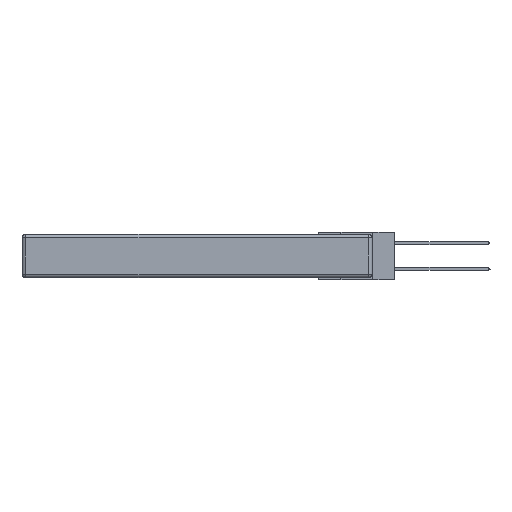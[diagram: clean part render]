
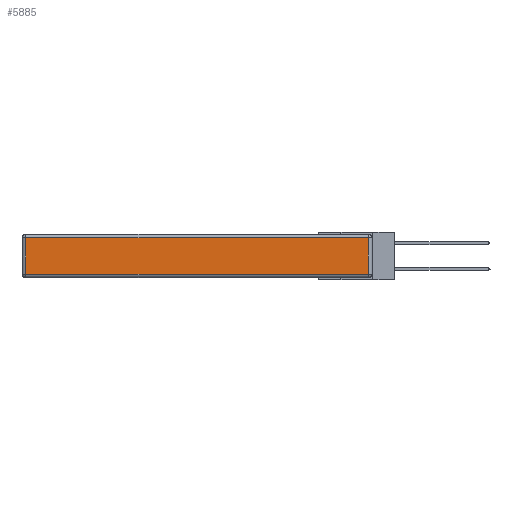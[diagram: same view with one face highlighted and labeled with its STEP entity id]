
A CAD part, left-side view. The second image highlights one B-rep face of the part: STEP entity #5885.
In plain terms, the highlighted planar face has unit normal (-1, 0, 0).
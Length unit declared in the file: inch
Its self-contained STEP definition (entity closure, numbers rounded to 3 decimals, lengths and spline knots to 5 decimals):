
#1033 = EDGE_CURVE ( 'NONE', #5267, #5753, #8715, .T. ) ;
#1052 = VECTOR ( 'NONE', #27415, 39.37008 ) ;
#2038 = ORIENTED_EDGE ( 'NONE', *, *, #1033, .T. ) ;
#3536 = DIRECTION ( 'NONE',  ( 0., 0., -1. ) ) ;
#3754 = CARTESIAN_POINT ( 'NONE',  ( 0., 0., -0.343 ) ) ;
#3937 = DIRECTION ( 'NONE',  ( -1., 0., 0. ) ) ;
#5267 = VERTEX_POINT ( 'NONE', #22581 ) ;
#5490 = EDGE_CURVE ( 'NONE', #5753, #15046, #19582, .T. ) ;
#5753 = VERTEX_POINT ( 'NONE', #27001 ) ;
#5885 = ADVANCED_FACE ( 'NONE', ( #11207 ), #22877, .T. ) ;
#5887 = LINE ( 'NONE', #23528, #17952 ) ;
#7856 = CARTESIAN_POINT ( 'NONE',  ( 0., 2.72, -0.313 ) ) ;
#8715 = LINE ( 'NONE', #18707, #23768 ) ;
#10725 = DIRECTION ( 'NONE',  ( 0., 0., 1. ) ) ;
#11130 = LINE ( 'NONE', #18360, #1052 ) ;
#11187 = EDGE_CURVE ( 'NONE', #15046, #14789, #11130, .T. ) ;
#11207 = FACE_OUTER_BOUND ( 'NONE', #15461, .T. ) ;
#14789 = VERTEX_POINT ( 'NONE', #17807 ) ;
#15046 = VERTEX_POINT ( 'NONE', #7856 ) ;
#15461 = EDGE_LOOP ( 'NONE', ( #16024, #22941, #2038, #20615 ) ) ;
#15549 = EDGE_CURVE ( 'NONE', #14789, #5267, #5887, .T. ) ;
#16024 = ORIENTED_EDGE ( 'NONE', *, *, #11187, .T. ) ;
#17807 = CARTESIAN_POINT ( 'NONE',  ( 0., 0.03, -0.313 ) ) ;
#17952 = VECTOR ( 'NONE', #10725, 39.37008 ) ;
#18360 = CARTESIAN_POINT ( 'NONE',  ( 0., 0., -0.313 ) ) ;
#18707 = CARTESIAN_POINT ( 'NONE',  ( 0., 2.75, -0.03 ) ) ;
#19582 = LINE ( 'NONE', #22750, #21262 ) ;
#20615 = ORIENTED_EDGE ( 'NONE', *, *, #5490, .T. ) ;
#21262 = VECTOR ( 'NONE', #3536, 39.37008 ) ;
#22581 = CARTESIAN_POINT ( 'NONE',  ( 0., 0.03, -0.03 ) ) ;
#22750 = CARTESIAN_POINT ( 'NONE',  ( 0., 2.72, -0.343 ) ) ;
#22877 = PLANE ( 'NONE',  #24128 ) ;
#22908 = DIRECTION ( 'NONE',  ( 0., 1., 0. ) ) ;
#22941 = ORIENTED_EDGE ( 'NONE', *, *, #15549, .T. ) ;
#23152 = DIRECTION ( 'NONE',  ( 0., 0., 1. ) ) ;
#23528 = CARTESIAN_POINT ( 'NONE',  ( 0., 0.03, -0.343 ) ) ;
#23768 = VECTOR ( 'NONE', #22908, 39.37008 ) ;
#24128 = AXIS2_PLACEMENT_3D ( 'NONE', #3754, #3937, #23152 ) ;
#27001 = CARTESIAN_POINT ( 'NONE',  ( 0., 2.72, -0.03 ) ) ;
#27415 = DIRECTION ( 'NONE',  ( 0., -1., 0. ) ) ;
